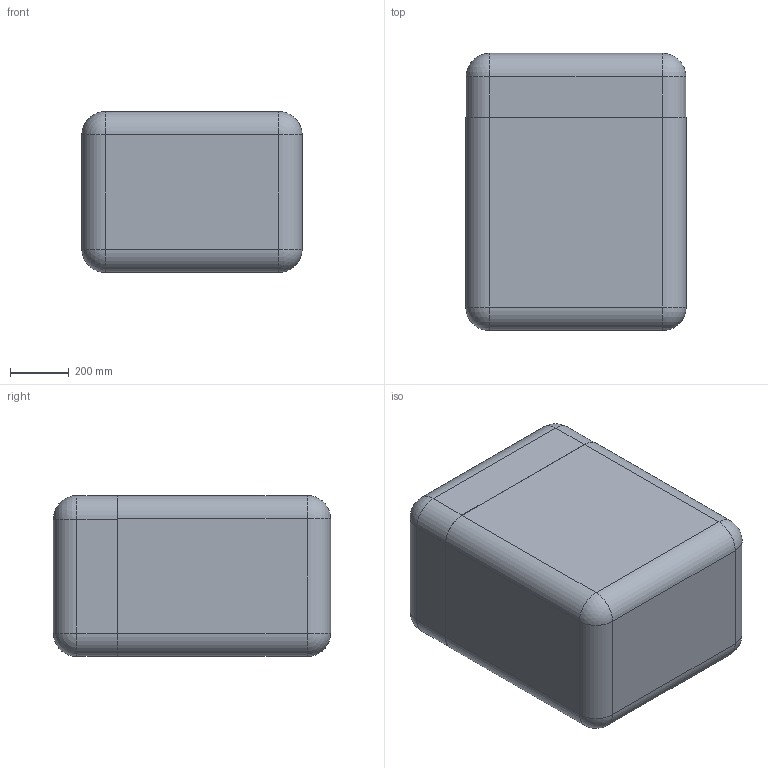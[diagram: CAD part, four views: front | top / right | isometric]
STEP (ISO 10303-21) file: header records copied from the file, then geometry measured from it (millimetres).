
FILE_DESCRIPTION (( 'STEP AP214' ), '1' );
FILE_NAME ('Êîíòåéíåð ÀÄÌÈÐÀË®ÏÐÎÔÅÑÑÈÎÍÀËÜÍÛÅ 080_óïðîùåííàÿ 3D-ìîäåëü.STEP', '2025-08-22T12:24:01', ( '' ), ( '' ), 'SwSTEP 2.0', 'SolidWorks 2021', '' );
FILE_SCHEMA (( 'AUTOMOTIVE_DESIGN' ));
Length unit declared in the file: millimetre
Products named in the file (3): Base 80 óïð; Êîíòåéíåð ÀÄÌÈÐÀË®ÏÐÎÔÅÑÑÈÎÍÀËÜÍÛÅ 080_óïðîùåííàÿ 3D-ìîäåëü; Lid 80 óïð
Assembly tree (2 placements, depth 2):
  Êîíòåéíåð ÀÄÌÈÐÀË®ÏÐÎÔÅÑÑÈÎÍÀËÜÍÛÅ 080_óïðîùåííàÿ 3D-ìîäåëü
    Base 80 óïð
    Lid 80 óïð
Bounding box: 751.87 x 945.9 x 549.42 mm (x, y, z)
Volume: 150215994.3 mm3; surface area: 6529034.2 mm2
Topology: 2 solids, 2 shells, 1708 faces, 4266 edges, 2512 vertices
Faces by surface type: cylinder 634, plane 426, bspline 338, torus 210, sphere 56, cone 44
Entity records: 83936 total; most frequent: CARTESIAN_POINT 45861, ORIENTED_EDGE 8412, DIRECTION 7634, EDGE_CURVE 4206, AXIS2_PLACEMENT_3D 2965, VERTEX_POINT 2512, EDGE_LOOP 1730, ADVANCED_FACE 1708
